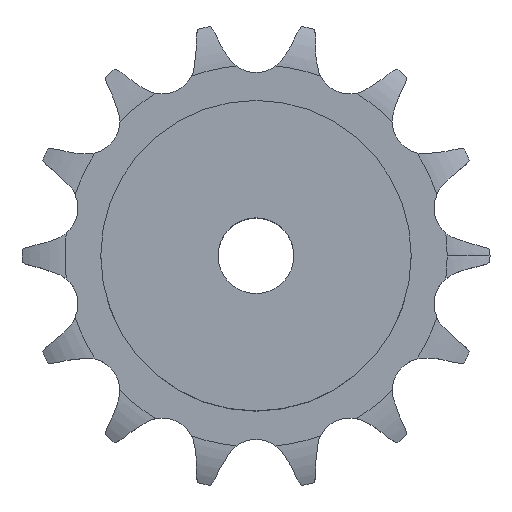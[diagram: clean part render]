
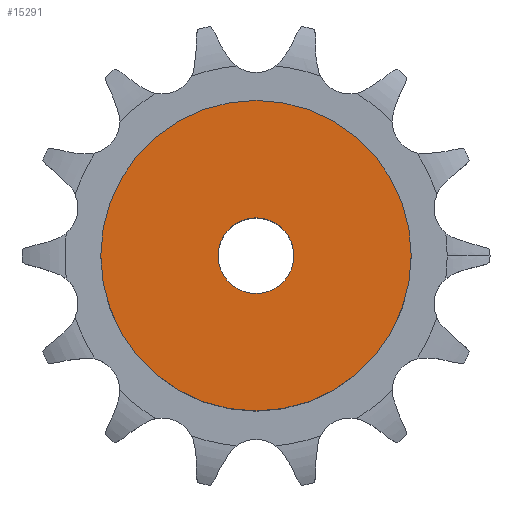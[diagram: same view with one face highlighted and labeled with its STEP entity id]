
A CAD part, top view. The second image highlights one B-rep face of the part: STEP entity #15291.
In plain terms, the highlighted planar face has unit normal (0, 0, 1).
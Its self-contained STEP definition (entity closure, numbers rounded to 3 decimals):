
#2316 = CYLINDRICAL_SURFACE('',#2317,20.5);
#2317 = AXIS2_PLACEMENT_3D('',#2318,#2319,#2320);
#2318 = CARTESIAN_POINT('',(0.,0.,0.));
#2319 = DIRECTION('',(-0.,-0.,-1.));
#2320 = DIRECTION('',(1.,0.,0.));
#9874 = VERTEX_POINT('',#9875);
#9875 = CARTESIAN_POINT('',(20.5,0.,28.));
#9896 = EDGE_CURVE('',#9874,#9874,#9897,.T.);
#9897 = SURFACE_CURVE('',#9898,(#9903,#9910),.PCURVE_S1.);
#9898 = CIRCLE('',#9899,20.5);
#9899 = AXIS2_PLACEMENT_3D('',#9900,#9901,#9902);
#9900 = CARTESIAN_POINT('',(0.,0.,28.));
#9901 = DIRECTION('',(0.,0.,1.));
#9902 = DIRECTION('',(1.,0.,0.));
#9903 = PCURVE('',#2316,#9904);
#9904 = DEFINITIONAL_REPRESENTATION('',(#9905),#9909);
#9905 = LINE('',#9906,#9907);
#9906 = CARTESIAN_POINT('',(-0.,-28.));
#9907 = VECTOR('',#9908,1.);
#9908 = DIRECTION('',(-1.,0.));
#9909 = ( GEOMETRIC_REPRESENTATION_CONTEXT(2) 
PARAMETRIC_REPRESENTATION_CONTEXT() REPRESENTATION_CONTEXT('2D SPACE',''
  ) );
#9910 = PCURVE('',#9911,#9916);
#9911 = PLANE('',#9912);
#9912 = AXIS2_PLACEMENT_3D('',#9913,#9914,#9915);
#9913 = CARTESIAN_POINT('',(0.,0.,28.)
  );
#9914 = DIRECTION('',(0.,0.,1.));
#9915 = DIRECTION('',(1.,0.,0.));
#9916 = DEFINITIONAL_REPRESENTATION('',(#9917),#9921);
#9917 = CIRCLE('',#9918,20.5);
#9918 = AXIS2_PLACEMENT_2D('',#9919,#9920);
#9919 = CARTESIAN_POINT('',(0.,0.));
#9920 = DIRECTION('',(1.,0.));
#9921 = ( GEOMETRIC_REPRESENTATION_CONTEXT(2) 
PARAMETRIC_REPRESENTATION_CONTEXT() REPRESENTATION_CONTEXT('2D SPACE',''
  ) );
#13056 = CYLINDRICAL_SURFACE('',#13057,5.);
#13057 = AXIS2_PLACEMENT_3D('',#13058,#13059,#13060);
#13058 = CARTESIAN_POINT('',(0.,0.,102.744));
#13059 = DIRECTION('',(0.,0.,1.));
#13060 = DIRECTION('',(1.,0.,0.));
#15291 = ADVANCED_FACE('',(#15292,#15295),#9911,.T.);
#15292 = FACE_BOUND('',#15293,.T.);
#15293 = EDGE_LOOP('',(#15294));
#15294 = ORIENTED_EDGE('',*,*,#9896,.T.);
#15295 = FACE_BOUND('',#15296,.T.);
#15296 = EDGE_LOOP('',(#15297));
#15297 = ORIENTED_EDGE('',*,*,#15298,.F.);
#15298 = EDGE_CURVE('',#15299,#15299,#15301,.T.);
#15299 = VERTEX_POINT('',#15300);
#15300 = CARTESIAN_POINT('',(5.,0.,28.));
#15301 = SURFACE_CURVE('',#15302,(#15307,#15314),.PCURVE_S1.);
#15302 = CIRCLE('',#15303,5.);
#15303 = AXIS2_PLACEMENT_3D('',#15304,#15305,#15306);
#15304 = CARTESIAN_POINT('',(0.,0.,28.));
#15305 = DIRECTION('',(0.,0.,1.));
#15306 = DIRECTION('',(1.,0.,0.));
#15307 = PCURVE('',#9911,#15308);
#15308 = DEFINITIONAL_REPRESENTATION('',(#15309),#15313);
#15309 = CIRCLE('',#15310,5.);
#15310 = AXIS2_PLACEMENT_2D('',#15311,#15312);
#15311 = CARTESIAN_POINT('',(0.,0.));
#15312 = DIRECTION('',(1.,0.));
#15313 = ( GEOMETRIC_REPRESENTATION_CONTEXT(2) 
PARAMETRIC_REPRESENTATION_CONTEXT() REPRESENTATION_CONTEXT('2D SPACE',''
  ) );
#15314 = PCURVE('',#13056,#15315);
#15315 = DEFINITIONAL_REPRESENTATION('',(#15316),#15320);
#15316 = LINE('',#15317,#15318);
#15317 = CARTESIAN_POINT('',(0.,-74.744));
#15318 = VECTOR('',#15319,1.);
#15319 = DIRECTION('',(1.,0.));
#15320 = ( GEOMETRIC_REPRESENTATION_CONTEXT(2) 
PARAMETRIC_REPRESENTATION_CONTEXT() REPRESENTATION_CONTEXT('2D SPACE',''
  ) );
